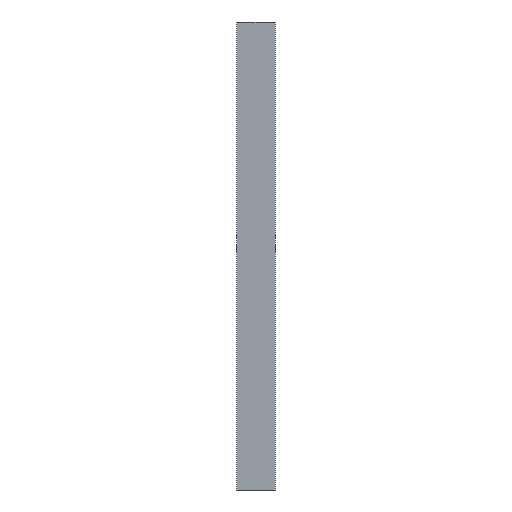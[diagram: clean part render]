
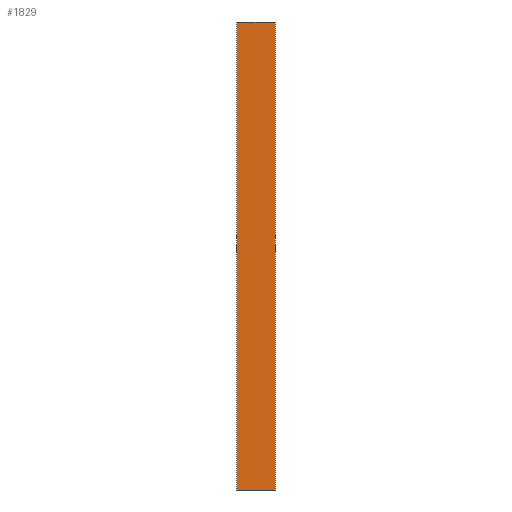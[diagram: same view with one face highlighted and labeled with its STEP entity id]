
A CAD part, front view. The second image highlights one B-rep face of the part: STEP entity #1829.
In plain terms, the highlighted planar face has unit normal (0, -1, 0).
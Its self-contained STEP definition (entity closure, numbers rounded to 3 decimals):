
#33 = VERTEX_POINT ( 'NONE', #681 ) ;
#237 = ORIENTED_EDGE ( 'NONE', *, *, #1564, .F. ) ;
#282 = CARTESIAN_POINT ( 'NONE',  ( -82.5, -53., 1000. ) ) ;
#344 = FACE_OUTER_BOUND ( 'NONE', #1355, .T. ) ;
#498 = ORIENTED_EDGE ( 'NONE', *, *, #1510, .T. ) ;
#539 = VECTOR ( 'NONE', #1286, 1000. ) ;
#591 = LINE ( 'NONE', #1295, #539 ) ;
#601 = CARTESIAN_POINT ( 'NONE',  ( -82.5, -53., -1000. ) ) ;
#681 = CARTESIAN_POINT ( 'NONE',  ( 82.5, -53., -1000. ) ) ;
#694 = VERTEX_POINT ( 'NONE', #1031 ) ;
#745 = LINE ( 'NONE', #1363, #1546 ) ;
#872 = DIRECTION ( 'NONE',  ( 0., 0., 1. ) ) ;
#873 = PLANE ( 'NONE',  #956 ) ;
#878 = CARTESIAN_POINT ( 'NONE',  ( 0., -53., 1000. ) ) ;
#888 = DIRECTION ( 'NONE',  ( 0., 1., 0. ) ) ;
#956 = AXIS2_PLACEMENT_3D ( 'NONE', #878, #888, #872 ) ;
#1031 = CARTESIAN_POINT ( 'NONE',  ( 82.5, -53., 1000. ) ) ;
#1058 = VECTOR ( 'NONE', #1310, 1000. ) ;
#1286 = DIRECTION ( 'NONE',  ( 1., 0., 0. ) ) ;
#1295 = CARTESIAN_POINT ( 'NONE',  ( 0., -53., 1000. ) ) ;
#1299 = DIRECTION ( 'NONE',  ( 0., 0., -1. ) ) ;
#1300 = CARTESIAN_POINT ( 'NONE',  ( 82.5, -53., 1000. ) ) ;
#1310 = DIRECTION ( 'NONE',  ( 1., 0., 0. ) ) ;
#1314 = CARTESIAN_POINT ( 'NONE',  ( 0., -53., -1000. ) ) ;
#1355 = EDGE_LOOP ( 'NONE', ( #2039, #1481, #237, #498 ) ) ;
#1363 = CARTESIAN_POINT ( 'NONE',  ( -82.5, -53., 1000. ) ) ;
#1370 = DIRECTION ( 'NONE',  ( 0., 0., -1. ) ) ;
#1438 = VECTOR ( 'NONE', #1299, 1000. ) ;
#1481 = ORIENTED_EDGE ( 'NONE', *, *, #1547, .F. ) ;
#1500 = LINE ( 'NONE', #1300, #1438 ) ;
#1510 = EDGE_CURVE ( 'NONE', #1855, #2020, #745, .T. ) ;
#1537 = EDGE_CURVE ( 'NONE', #2020, #33, #1921, .T. ) ;
#1546 = VECTOR ( 'NONE', #1370, 1000. ) ;
#1547 = EDGE_CURVE ( 'NONE', #694, #33, #1500, .T. ) ;
#1564 = EDGE_CURVE ( 'NONE', #1855, #694, #591, .T. ) ;
#1829 = ADVANCED_FACE ( 'NONE', ( #344 ), #873, .F. ) ;
#1855 = VERTEX_POINT ( 'NONE', #282 ) ;
#1921 = LINE ( 'NONE', #1314, #1058 ) ;
#2020 = VERTEX_POINT ( 'NONE', #601 ) ;
#2039 = ORIENTED_EDGE ( 'NONE', *, *, #1537, .T. ) ;
